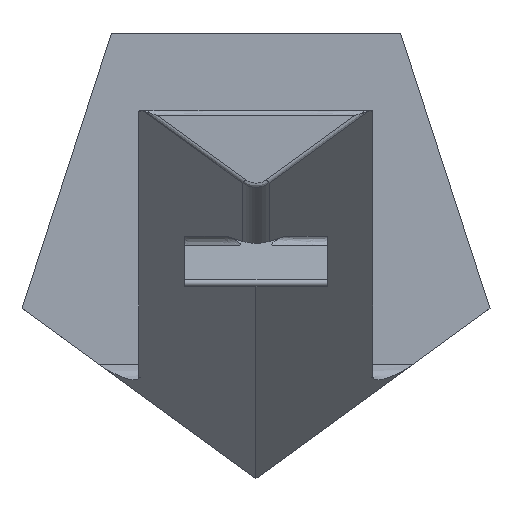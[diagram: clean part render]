
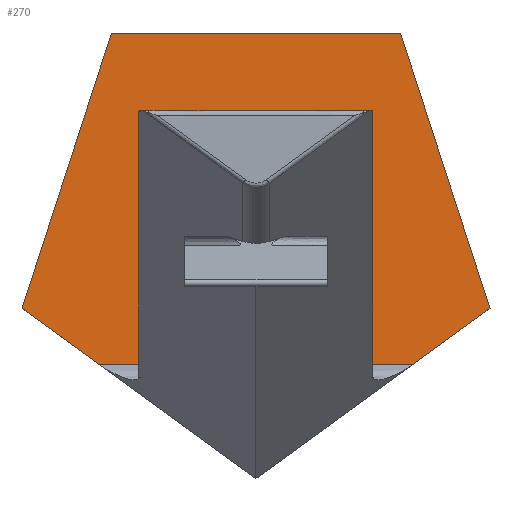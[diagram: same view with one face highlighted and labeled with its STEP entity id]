
A CAD part, top view. The second image highlights one B-rep face of the part: STEP entity #270.
In plain terms, the highlighted free-form (B-spline) face has degree [1, 1] with [2, 2] control points.
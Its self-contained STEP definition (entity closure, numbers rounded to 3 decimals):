
#53 = VERTEX_POINT('',#54);
#54 = CARTESIAN_POINT('',(-17.505,-14.783,0.));
#115 = EDGE_CURVE('',#116,#118,#120,.T.);
#116 = VERTEX_POINT('',#117);
#117 = CARTESIAN_POINT('',(-16.165,22.249,0.));
#118 = VERTEX_POINT('',#119);
#119 = CARTESIAN_POINT('',(-26.155,-8.498,0.));
#120 = B_SPLINE_CURVE_WITH_KNOTS('',1,(#121,#122),.UNSPECIFIED.,.F.,.F.,
  (2,2),(-28.575,9.525),.PIECEWISE_BEZIER_KNOTS.);
#121 = CARTESIAN_POINT('',(-16.165,22.249,0.));
#122 = CARTESIAN_POINT('',(-26.155,-8.498,0.));
#151 = EDGE_CURVE('',#118,#53,#152,.T.);
#152 = B_SPLINE_CURVE_WITH_KNOTS('',1,(#153,#154),.UNSPECIFIED.,.F.,.F.,
  (2,2),(-9.525,3.076),.PIECEWISE_BEZIER_KNOTS.);
#153 = CARTESIAN_POINT('',(-26.155,-8.498,0.));
#154 = CARTESIAN_POINT('',(-17.505,-14.783,0.));
#179 = VERTEX_POINT('',#180);
#180 = CARTESIAN_POINT('',(17.505,-14.783,0.));
#194 = VERTEX_POINT('',#195);
#195 = CARTESIAN_POINT('',(26.155,-8.498,0.));
#200 = EDGE_CURVE('',#179,#194,#201,.T.);
#201 = B_SPLINE_CURVE_WITH_KNOTS('',1,(#202,#203),.UNSPECIFIED.,.F.,.F.,
  (2,2),(15.974,28.575),.PIECEWISE_BEZIER_KNOTS.);
#202 = CARTESIAN_POINT('',(17.505,-14.783,0.));
#203 = CARTESIAN_POINT('',(26.155,-8.498,0.));
#213 = EDGE_CURVE('',#194,#214,#216,.T.);
#214 = VERTEX_POINT('',#215);
#215 = CARTESIAN_POINT('',(16.165,22.249,0.));
#216 = B_SPLINE_CURVE_WITH_KNOTS('',1,(#217,#218),.UNSPECIFIED.,.F.,.F.,
  (2,2),(-9.525,28.575),.PIECEWISE_BEZIER_KNOTS.);
#217 = CARTESIAN_POINT('',(26.155,-8.498,0.));
#218 = CARTESIAN_POINT('',(16.165,22.249,0.));
#241 = EDGE_CURVE('',#214,#116,#242,.T.);
#242 = B_SPLINE_CURVE_WITH_KNOTS('',1,(#243,#244),.UNSPECIFIED.,.F.,.F.,
  (2,2),(-9.525,28.575),.PIECEWISE_BEZIER_KNOTS.);
#243 = CARTESIAN_POINT('',(16.165,22.249,0.));
#244 = CARTESIAN_POINT('',(-16.165,22.249,0.));
#270 = ADVANCED_FACE('',(#271),#283,.T.);
#271 = FACE_BOUND('',#272,.T.);
#272 = EDGE_LOOP('',(#273,#274,#279,#280,#281,#282));
#273 = ORIENTED_EDGE('',*,*,#151,.T.);
#274 = ORIENTED_EDGE('',*,*,#275,.F.);
#275 = EDGE_CURVE('',#179,#53,#276,.T.);
#276 = B_SPLINE_CURVE_WITH_KNOTS('',1,(#277,#278),.UNSPECIFIED.,.F.,.F.,
  (2,2),(-5.217,36.041),.PIECEWISE_BEZIER_KNOTS.);
#277 = CARTESIAN_POINT('',(17.505,-14.783,0.));
#278 = CARTESIAN_POINT('',(-17.505,-14.783,0.));
#279 = ORIENTED_EDGE('',*,*,#200,.T.);
#280 = ORIENTED_EDGE('',*,*,#213,.T.);
#281 = ORIENTED_EDGE('',*,*,#241,.T.);
#282 = ORIENTED_EDGE('',*,*,#115,.T.);
#283 = B_SPLINE_SURFACE_WITH_KNOTS('',1,1,(
    (#284,#285)
    ,(#286,#287
    )),.UNSPECIFIED.,.F.,.F.,.F.,(2,2),(2,2),(-30.824,
    30.824),(-14.327,29.315),
  .PIECEWISE_BEZIER_KNOTS.);
#284 = CARTESIAN_POINT('',(-26.155,-14.783,0.));
#285 = CARTESIAN_POINT('',(-26.155,22.249,0.));
#286 = CARTESIAN_POINT('',(26.155,-14.783,0.));
#287 = CARTESIAN_POINT('',(26.155,22.249,0.));
